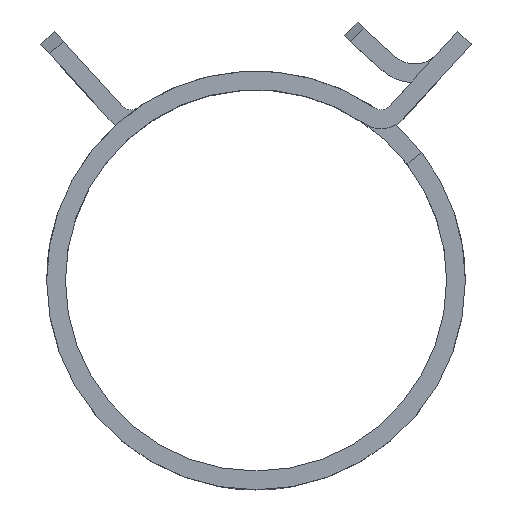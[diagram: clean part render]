
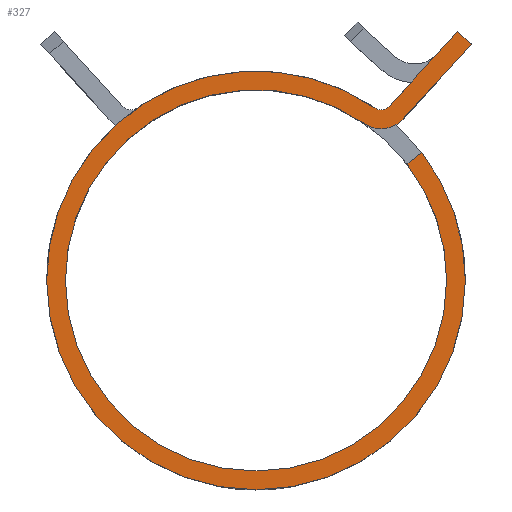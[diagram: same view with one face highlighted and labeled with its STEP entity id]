
A CAD part, top view. The second image highlights one B-rep face of the part: STEP entity #327.
In plain terms, the highlighted planar face has unit normal (0, 0, 1).
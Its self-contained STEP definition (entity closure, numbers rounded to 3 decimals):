
#27 = CARTESIAN_POINT ( 'NONE',  ( 18.243, 22.543, 6. ) ) ;
#94 = CARTESIAN_POINT ( 'NONE',  ( 12.058, 15.755, 6. ) ) ;
#109 = VERTEX_POINT ( 'NONE', #2123 ) ;
#194 = CARTESIAN_POINT ( 'NONE',  ( 13.314, 14.61, 6. ) ) ;
#327 = ADVANCED_FACE ( 'NONE', ( #1951 ), #1485, .T. ) ;
#338 = DIRECTION ( 'NONE',  ( 0., 0., -1. ) ) ;
#354 = CARTESIAN_POINT ( 'NONE',  ( 0., 0., 6. ) ) ;
#382 = ORIENTED_EDGE ( 'NONE', *, *, #4012, .T. ) ;
#412 = VERTEX_POINT ( 'NONE', #2047 ) ;
#473 = VECTOR ( 'NONE', #1847, 1000. ) ;
#523 = EDGE_CURVE ( 'NONE', #4248, #1764, #2371, .T. ) ;
#564 = CARTESIAN_POINT ( 'NONE',  ( 10.751, 15.605, 6. ) ) ;
#581 = EDGE_CURVE ( 'NONE', #1764, #6034, #2748, .T. ) ;
#797 = ORIENTED_EDGE ( 'NONE', *, *, #3731, .T. ) ;
#811 = AXIS2_PLACEMENT_3D ( 'NONE', #4999, #3696, #5086 ) ;
#863 = VERTEX_POINT ( 'NONE', #564 ) ;
#931 = CARTESIAN_POINT ( 'NONE',  ( 18.243, 22.543, 6. ) ) ;
#953 = DIRECTION ( 'NONE',  ( 1., 0., 0. ) ) ;
#955 = ORIENTED_EDGE ( 'NONE', *, *, #523, .F. ) ;
#983 = DIRECTION ( 'NONE',  ( 0., 0., 1. ) ) ;
#1013 = ORIENTED_EDGE ( 'NONE', *, *, #1828, .T. ) ;
#1098 = EDGE_CURVE ( 'NONE', #5457, #1399, #5028, .T. ) ;
#1169 = AXIS2_PLACEMENT_3D ( 'NONE', #2239, #2153, #2269 ) ;
#1300 = CARTESIAN_POINT ( 'NONE',  ( 0., 0., 6. ) ) ;
#1362 = AXIS2_PLACEMENT_3D ( 'NONE', #3367, #1934, #2995 ) ;
#1375 = CARTESIAN_POINT ( 'NONE',  ( 19.5, 21.397, 6. ) ) ;
#1399 = VERTEX_POINT ( 'NONE', #4701 ) ;
#1479 = ORIENTED_EDGE ( 'NONE', *, *, #1098, .F. ) ;
#1485 = PLANE ( 'NONE',  #4471 ) ;
#1532 = VERTEX_POINT ( 'NONE', #5358 ) ;
#1642 = CIRCLE ( 'NONE', #2427, 1. ) ;
#1764 = VERTEX_POINT ( 'NONE', #194 ) ;
#1776 = CIRCLE ( 'NONE', #4958, 18.95 ) ;
#1828 = EDGE_CURVE ( 'NONE', #412, #1532, #2257, .T. ) ;
#1847 = DIRECTION ( 'NONE',  ( 0.739, -0.674, 0. ) ) ;
#1890 = ORIENTED_EDGE ( 'NONE', *, *, #2287, .F. ) ;
#1934 = DIRECTION ( 'NONE',  ( 0., 0., -1. ) ) ;
#1951 = FACE_OUTER_BOUND ( 'NONE', #6122, .T. ) ;
#2047 = CARTESIAN_POINT ( 'NONE',  ( 18.95, 0., 6. ) ) ;
#2123 = CARTESIAN_POINT ( 'NONE',  ( -18.95, 0., 6. ) ) ;
#2153 = DIRECTION ( 'NONE',  ( 0., 0., 1. ) ) ;
#2239 = CARTESIAN_POINT ( 'NONE',  ( 0., 0., 6. ) ) ;
#2257 = CIRCLE ( 'NONE', #1169, 18.95 ) ;
#2269 = DIRECTION ( 'NONE',  ( 1., 0., 0. ) ) ;
#2287 = EDGE_CURVE ( 'NONE', #5441, #4248, #3249, .T. ) ;
#2371 = LINE ( 'NONE', #1375, #5939 ) ;
#2376 = LINE ( 'NONE', #4617, #5062 ) ;
#2409 = DIRECTION ( 'NONE',  ( 1., 0., 0. ) ) ;
#2427 = AXIS2_PLACEMENT_3D ( 'NONE', #5091, #338, #3699 ) ;
#2530 = AXIS2_PLACEMENT_3D ( 'NONE', #1300, #4070, #5054 ) ;
#2748 = CIRCLE ( 'NONE', #1362, 2.7 ) ;
#2850 = DIRECTION ( 'NONE',  ( 0., 0., 1. ) ) ;
#2995 = DIRECTION ( 'NONE',  ( -1., 0., 0. ) ) ;
#3074 = ORIENTED_EDGE ( 'NONE', *, *, #4912, .T. ) ;
#3082 = CARTESIAN_POINT ( 'NONE',  ( -17.25, 0., 6. ) ) ;
#3243 = DIRECTION ( 'NONE',  ( 0., 0., 1. ) ) ;
#3249 = LINE ( 'NONE', #4243, #473 ) ;
#3301 = DIRECTION ( 'NONE',  ( 1., 0., 0. ) ) ;
#3367 = CARTESIAN_POINT ( 'NONE',  ( 11.319, 16.428, 6. ) ) ;
#3389 = CIRCLE ( 'NONE', #811, 17.25 ) ;
#3696 = DIRECTION ( 'NONE',  ( 0., 0., 1. ) ) ;
#3699 = DIRECTION ( 'NONE',  ( 1., 0., 0. ) ) ;
#3724 = CARTESIAN_POINT ( 'NONE',  ( 13.657, 10.538, 6. ) ) ;
#3731 = EDGE_CURVE ( 'NONE', #5441, #3909, #4667, .T. ) ;
#3853 = CARTESIAN_POINT ( 'NONE',  ( 0., 0., 6. ) ) ;
#3909 = VERTEX_POINT ( 'NONE', #94 ) ;
#3987 = ORIENTED_EDGE ( 'NONE', *, *, #6121, .T. ) ;
#3999 = CARTESIAN_POINT ( 'NONE',  ( 9.787, 14.205, 6. ) ) ;
#4012 = EDGE_CURVE ( 'NONE', #3909, #863, #1642, .T. ) ;
#4070 = DIRECTION ( 'NONE',  ( 0., 0., 1. ) ) ;
#4078 = AXIS2_PLACEMENT_3D ( 'NONE', #354, #3243, #4677 ) ;
#4170 = DIRECTION ( 'NONE',  ( 0., 0., 1. ) ) ;
#4243 = CARTESIAN_POINT ( 'NONE',  ( 18.243, 22.543, 6. ) ) ;
#4244 = CARTESIAN_POINT ( 'NONE',  ( 0., 0., 6. ) ) ;
#4248 = VERTEX_POINT ( 'NONE', #4841 ) ;
#4383 = EDGE_CURVE ( 'NONE', #1399, #5603, #6105, .T. ) ;
#4471 = AXIS2_PLACEMENT_3D ( 'NONE', #3853, #2850, #953 ) ;
#4617 = CARTESIAN_POINT ( 'NONE',  ( 13.657, 10.538, 6. ) ) ;
#4667 = LINE ( 'NONE', #931, #5509 ) ;
#4677 = DIRECTION ( 'NONE',  ( 1., 0., 0. ) ) ;
#4701 = CARTESIAN_POINT ( 'NONE',  ( 17.25, 0., 6. ) ) ;
#4759 = DIRECTION ( 'NONE',  ( -0.674, -0.739, 0. ) ) ;
#4841 = CARTESIAN_POINT ( 'NONE',  ( 19.5, 21.397, 6. ) ) ;
#4844 = EDGE_CURVE ( 'NONE', #5603, #1532, #2376, .T. ) ;
#4912 = EDGE_CURVE ( 'NONE', #109, #412, #5866, .T. ) ;
#4958 = AXIS2_PLACEMENT_3D ( 'NONE', #5070, #4170, #3301 ) ;
#4999 = CARTESIAN_POINT ( 'NONE',  ( 0., 0., 6. ) ) ;
#5028 = CIRCLE ( 'NONE', #5136, 17.25 ) ;
#5054 = DIRECTION ( 'NONE',  ( 1., 0., 0. ) ) ;
#5062 = VECTOR ( 'NONE', #5608, 1000. ) ;
#5070 = CARTESIAN_POINT ( 'NONE',  ( 0., 0., 6. ) ) ;
#5086 = DIRECTION ( 'NONE',  ( 1., 0., 0. ) ) ;
#5091 = CARTESIAN_POINT ( 'NONE',  ( 11.319, 16.428, 6. ) ) ;
#5136 = AXIS2_PLACEMENT_3D ( 'NONE', #4244, #983, #2409 ) ;
#5158 = ORIENTED_EDGE ( 'NONE', *, *, #581, .F. ) ;
#5358 = CARTESIAN_POINT ( 'NONE',  ( 15.002, 11.577, 6. ) ) ;
#5441 = VERTEX_POINT ( 'NONE', #27 ) ;
#5457 = VERTEX_POINT ( 'NONE', #3082 ) ;
#5506 = EDGE_CURVE ( 'NONE', #6034, #5457, #3389, .T. ) ;
#5509 = VECTOR ( 'NONE', #5759, 1000. ) ;
#5542 = ORIENTED_EDGE ( 'NONE', *, *, #4383, .F. ) ;
#5603 = VERTEX_POINT ( 'NONE', #3724 ) ;
#5608 = DIRECTION ( 'NONE',  ( 0.792, 0.611, 0. ) ) ;
#5759 = DIRECTION ( 'NONE',  ( -0.674, -0.739, 0. ) ) ;
#5866 = CIRCLE ( 'NONE', #4078, 18.95 ) ;
#5876 = ORIENTED_EDGE ( 'NONE', *, *, #4844, .F. ) ;
#5939 = VECTOR ( 'NONE', #4759, 1000. ) ;
#6020 = ORIENTED_EDGE ( 'NONE', *, *, #5506, .F. ) ;
#6034 = VERTEX_POINT ( 'NONE', #3999 ) ;
#6105 = CIRCLE ( 'NONE', #2530, 17.25 ) ;
#6121 = EDGE_CURVE ( 'NONE', #863, #109, #1776, .T. ) ;
#6122 = EDGE_LOOP ( 'NONE', ( #3987, #3074, #1013, #5876, #5542, #1479, #6020, #5158, #955, #1890, #797, #382 ) ) ;
